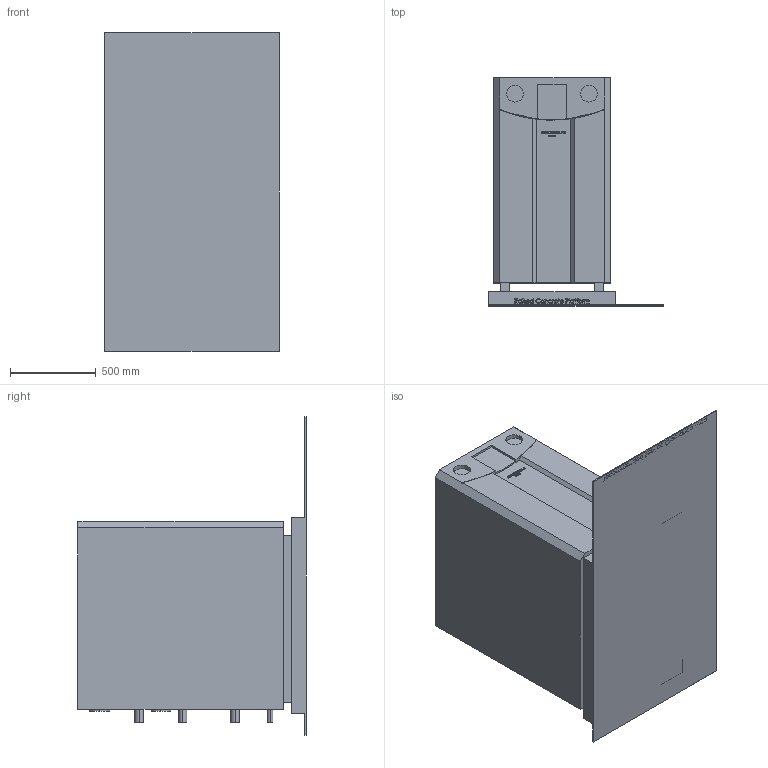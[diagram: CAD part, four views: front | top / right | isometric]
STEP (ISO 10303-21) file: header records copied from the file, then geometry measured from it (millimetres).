
FILE_DESCRIPTION (( 'STEP AP203' ), '1' );
FILE_NAME ('NT-3D 1000-1200 CAD BLOCKS.STEP', '2018-10-15T18:59:04', ( '' ), ( '' ), 'SwSTEP 2.0', 'SolidWorks 2017', '' );
FILE_SCHEMA (( 'CONFIG_CONTROL_DESIGN' ));
Products named in the file (1): NT-3D 1000-1200 CAD BLOCKS
Bounding box: 1016 x 1327.15 x 1854.2 mm (x, y, z)
Volume: 969463777.3 mm3; surface area: 9920387.8 mm2
Topology: 5 solids, 5 shells, 1052 faces, 2813 edges, 1874 vertices
Faces by surface type: plane 558, bspline 475, cylinder 19
Entity records: 52924 total; most frequent: CARTESIAN_POINT 29773, ORIENTED_EDGE 5626, DIRECTION 3059, EDGE_CURVE 2813, VERTEX_POINT 1874, VECTOR 1819, LINE 1819, EDGE_LOOP 1167
